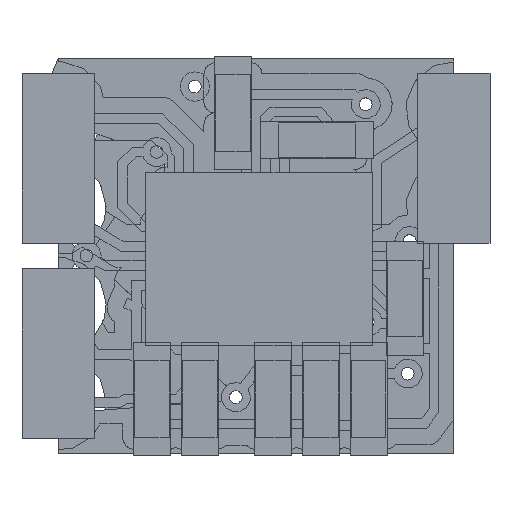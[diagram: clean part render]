
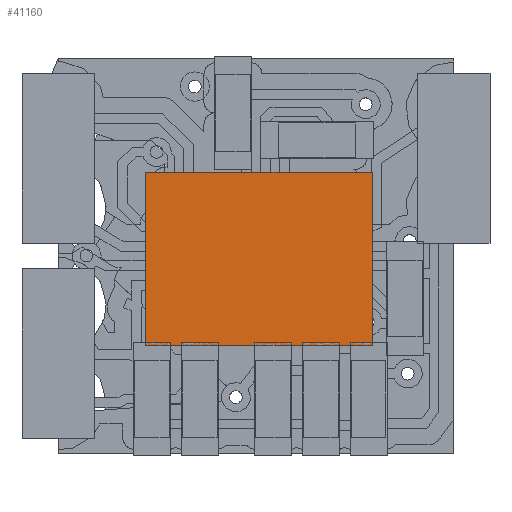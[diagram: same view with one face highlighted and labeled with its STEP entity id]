
A CAD part, top view. The second image highlights one B-rep face of the part: STEP entity #41160.
In plain terms, the highlighted planar face has unit normal (0, 0, 1).
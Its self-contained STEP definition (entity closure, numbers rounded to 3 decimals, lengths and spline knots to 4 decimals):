
#112=LINE('',#55591,#5755);
#115=LINE('',#55597,#5758);
#118=LINE('',#55603,#5761);
#120=LINE('',#55606,#5763);
#5755=VECTOR('',#45607,1.);
#5758=VECTOR('',#45612,1.);
#5761=VECTOR('',#45617,1.);
#5763=VECTOR('',#45621,1.);
#11612=FACE_OUTER_BOUND('',#13677,.T.);
#13677=EDGE_LOOP('',(#25740,#25741,#25742,#25743));
#15990=VERTEX_POINT('',#55585);
#15992=VERTEX_POINT('',#55589);
#15994=VERTEX_POINT('',#55595);
#15996=VERTEX_POINT('',#55601);
#19884=EDGE_CURVE('',#15990,#15992,#112,.T.);
#19887=EDGE_CURVE('',#15992,#15994,#115,.T.);
#19890=EDGE_CURVE('',#15994,#15996,#118,.T.);
#19892=EDGE_CURVE('',#15996,#15990,#120,.T.);
#25740=ORIENTED_EDGE('',*,*,#19884,.T.);
#25741=ORIENTED_EDGE('',*,*,#19887,.T.);
#25742=ORIENTED_EDGE('',*,*,#19890,.T.);
#25743=ORIENTED_EDGE('',*,*,#19892,.T.);
#37061=PLANE('',#43294);
#41160=ADVANCED_FACE('',(#11612),#37061,.F.);
#43294=AXIS2_PLACEMENT_3D('',#55608,#45624,#45625);
#45607=DIRECTION('',(-1.,0.,0.));
#45612=DIRECTION('',(0.,-1.,0.));
#45617=DIRECTION('',(1.,0.,0.));
#45621=DIRECTION('',(0.,1.,0.));
#45624=DIRECTION('center_axis',(0.,0.,-1.));
#45625=DIRECTION('ref_axis',(1.,0.,0.));
#55585=CARTESIAN_POINT('',(8.174,7.322,1.6723));
#55589=CARTESIAN_POINT('',(2.272,7.322,1.6723));
#55591=CARTESIAN_POINT('',(8.174,7.322,1.6723));
#55595=CARTESIAN_POINT('',(2.272,2.82,1.6723));
#55597=CARTESIAN_POINT('',(2.272,7.322,1.6723));
#55601=CARTESIAN_POINT('',(8.174,2.82,1.6723));
#55603=CARTESIAN_POINT('',(2.272,2.82,1.6723));
#55606=CARTESIAN_POINT('',(8.174,2.82,1.6723));
#55608=CARTESIAN_POINT('Origin',(8.174,7.322,1.6723));
